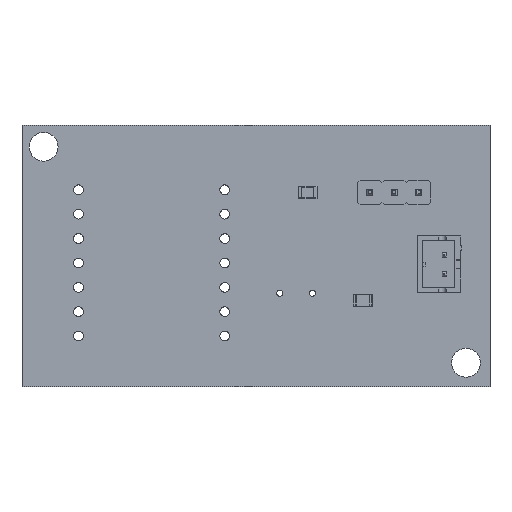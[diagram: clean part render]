
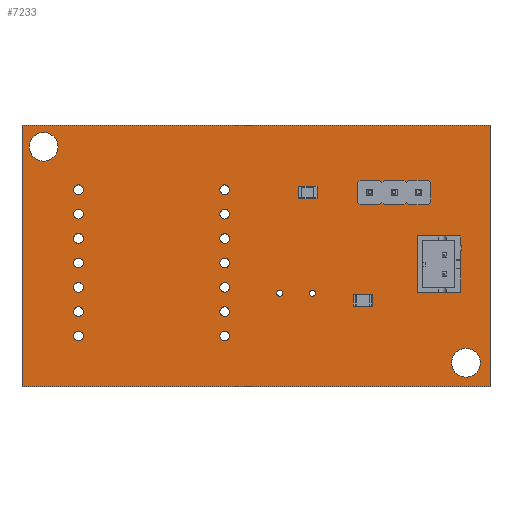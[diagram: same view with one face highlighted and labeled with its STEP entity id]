
A CAD part, top view. The second image highlights one B-rep face of the part: STEP entity #7233.
In plain terms, the highlighted planar face has unit normal (0, 0, 1).
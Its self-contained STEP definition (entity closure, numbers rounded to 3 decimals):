
#6868 = VERTEX_POINT('',#6869);
#6869 = CARTESIAN_POINT('',(118.,-78.5,1.6));
#6875 = EDGE_CURVE('',#6868,#6876,#6878,.T.);
#6876 = VERTEX_POINT('',#6877);
#6877 = CARTESIAN_POINT('',(69.25,-78.5,1.6));
#6878 = LINE('',#6879,#6880);
#6879 = CARTESIAN_POINT('',(118.,-78.5,1.6));
#6880 = VECTOR('',#6881,1.);
#6881 = DIRECTION('',(-1.,0.,0.));
#6908 = VERTEX_POINT('',#6909);
#6909 = CARTESIAN_POINT('',(118.,-51.25,1.6));
#6915 = EDGE_CURVE('',#6908,#6868,#6916,.T.);
#6916 = LINE('',#6917,#6918);
#6917 = CARTESIAN_POINT('',(118.,-51.25,1.6));
#6918 = VECTOR('',#6919,1.);
#6919 = DIRECTION('',(0.,-1.,0.));
#6937 = EDGE_CURVE('',#6876,#6938,#6940,.T.);
#6938 = VERTEX_POINT('',#6939);
#6939 = CARTESIAN_POINT('',(69.25,-51.25,1.6));
#6940 = LINE('',#6941,#6942);
#6941 = CARTESIAN_POINT('',(69.25,-78.5,1.6));
#6942 = VECTOR('',#6943,1.);
#6943 = DIRECTION('',(0.,1.,0.));
#7233 = ADVANCED_FACE('',(#7234,#7245,#7256,#7267,#7278,#7289,#7300,
    #7311,#7322,#7333,#7344,#7355,#7366,#7377,#7388,#7399,#7410,#7421,
    #7432,#7443,#7454,#7465,#7476,#7487),#7498,.T.);
#7234 = FACE_BOUND('',#7235,.T.);
#7235 = EDGE_LOOP('',(#7236,#7237,#7238,#7244));
#7236 = ORIENTED_EDGE('',*,*,#6875,.F.);
#7237 = ORIENTED_EDGE('',*,*,#6915,.F.);
#7238 = ORIENTED_EDGE('',*,*,#7239,.F.);
#7239 = EDGE_CURVE('',#6938,#6908,#7240,.T.);
#7240 = LINE('',#7241,#7242);
#7241 = CARTESIAN_POINT('',(69.25,-51.25,1.6));
#7242 = VECTOR('',#7243,1.);
#7243 = DIRECTION('',(1.,0.,0.));
#7244 = ORIENTED_EDGE('',*,*,#6937,.F.);
#7245 = FACE_BOUND('',#7246,.T.);
#7246 = EDGE_LOOP('',(#7247));
#7247 = ORIENTED_EDGE('',*,*,#7248,.T.);
#7248 = EDGE_CURVE('',#7249,#7249,#7251,.T.);
#7249 = VERTEX_POINT('',#7250);
#7250 = CARTESIAN_POINT('',(75.13,-73.729,1.6));
#7251 = CIRCLE('',#7252,0.508);
#7252 = AXIS2_PLACEMENT_3D('',#7253,#7254,#7255);
#7253 = CARTESIAN_POINT('',(75.13,-73.221,1.6));
#7254 = DIRECTION('',(-0.,0.,-1.));
#7255 = DIRECTION('',(-0.,-1.,0.));
#7256 = FACE_BOUND('',#7257,.T.);
#7257 = EDGE_LOOP('',(#7258));
#7258 = ORIENTED_EDGE('',*,*,#7259,.T.);
#7259 = EDGE_CURVE('',#7260,#7260,#7262,.T.);
#7260 = VERTEX_POINT('',#7261);
#7261 = CARTESIAN_POINT('',(90.37,-73.729,1.6));
#7262 = CIRCLE('',#7263,0.508);
#7263 = AXIS2_PLACEMENT_3D('',#7264,#7265,#7266);
#7264 = CARTESIAN_POINT('',(90.37,-73.221,1.6));
#7265 = DIRECTION('',(-0.,0.,-1.));
#7266 = DIRECTION('',(-0.,-1.,0.));
#7267 = FACE_BOUND('',#7268,.T.);
#7268 = EDGE_LOOP('',(#7269));
#7269 = ORIENTED_EDGE('',*,*,#7270,.T.);
#7270 = EDGE_CURVE('',#7271,#7271,#7273,.T.);
#7271 = VERTEX_POINT('',#7272);
#7272 = CARTESIAN_POINT('',(75.13,-71.189,1.6));
#7273 = CIRCLE('',#7274,0.508);
#7274 = AXIS2_PLACEMENT_3D('',#7275,#7276,#7277);
#7275 = CARTESIAN_POINT('',(75.13,-70.681,1.6));
#7276 = DIRECTION('',(-0.,0.,-1.));
#7277 = DIRECTION('',(-0.,-1.,0.));
#7278 = FACE_BOUND('',#7279,.T.);
#7279 = EDGE_LOOP('',(#7280));
#7280 = ORIENTED_EDGE('',*,*,#7281,.T.);
#7281 = EDGE_CURVE('',#7282,#7282,#7284,.T.);
#7282 = VERTEX_POINT('',#7283);
#7283 = CARTESIAN_POINT('',(75.13,-68.649,1.6));
#7284 = CIRCLE('',#7285,0.508);
#7285 = AXIS2_PLACEMENT_3D('',#7286,#7287,#7288);
#7286 = CARTESIAN_POINT('',(75.13,-68.141,1.6));
#7287 = DIRECTION('',(-0.,0.,-1.));
#7288 = DIRECTION('',(-0.,-1.,0.));
#7289 = FACE_BOUND('',#7290,.T.);
#7290 = EDGE_LOOP('',(#7291));
#7291 = ORIENTED_EDGE('',*,*,#7292,.T.);
#7292 = EDGE_CURVE('',#7293,#7293,#7295,.T.);
#7293 = VERTEX_POINT('',#7294);
#7294 = CARTESIAN_POINT('',(75.13,-66.109,1.6));
#7295 = CIRCLE('',#7296,0.508);
#7296 = AXIS2_PLACEMENT_3D('',#7297,#7298,#7299);
#7297 = CARTESIAN_POINT('',(75.13,-65.601,1.6));
#7298 = DIRECTION('',(-0.,0.,-1.));
#7299 = DIRECTION('',(-0.,-1.,0.));
#7300 = FACE_BOUND('',#7301,.T.);
#7301 = EDGE_LOOP('',(#7302));
#7302 = ORIENTED_EDGE('',*,*,#7303,.T.);
#7303 = EDGE_CURVE('',#7304,#7304,#7306,.T.);
#7304 = VERTEX_POINT('',#7305);
#7305 = CARTESIAN_POINT('',(90.37,-71.189,1.6));
#7306 = CIRCLE('',#7307,0.508);
#7307 = AXIS2_PLACEMENT_3D('',#7308,#7309,#7310);
#7308 = CARTESIAN_POINT('',(90.37,-70.681,1.6));
#7309 = DIRECTION('',(-0.,0.,-1.));
#7310 = DIRECTION('',(-0.,-1.,0.));
#7311 = FACE_BOUND('',#7312,.T.);
#7312 = EDGE_LOOP('',(#7313));
#7313 = ORIENTED_EDGE('',*,*,#7314,.T.);
#7314 = EDGE_CURVE('',#7315,#7315,#7317,.T.);
#7315 = VERTEX_POINT('',#7316);
#7316 = CARTESIAN_POINT('',(90.37,-68.649,1.6));
#7317 = CIRCLE('',#7318,0.508);
#7318 = AXIS2_PLACEMENT_3D('',#7319,#7320,#7321);
#7319 = CARTESIAN_POINT('',(90.37,-68.141,1.6));
#7320 = DIRECTION('',(-0.,0.,-1.));
#7321 = DIRECTION('',(-0.,-1.,0.));
#7322 = FACE_BOUND('',#7323,.T.);
#7323 = EDGE_LOOP('',(#7324));
#7324 = ORIENTED_EDGE('',*,*,#7325,.T.);
#7325 = EDGE_CURVE('',#7326,#7326,#7328,.T.);
#7326 = VERTEX_POINT('',#7327);
#7327 = CARTESIAN_POINT('',(90.37,-66.109,1.6));
#7328 = CIRCLE('',#7329,0.508);
#7329 = AXIS2_PLACEMENT_3D('',#7330,#7331,#7332);
#7330 = CARTESIAN_POINT('',(90.37,-65.601,1.6));
#7331 = DIRECTION('',(-0.,0.,-1.));
#7332 = DIRECTION('',(-0.,-1.,0.));
#7333 = FACE_BOUND('',#7334,.T.);
#7334 = EDGE_LOOP('',(#7335));
#7335 = ORIENTED_EDGE('',*,*,#7336,.F.);
#7336 = EDGE_CURVE('',#7337,#7337,#7339,.T.);
#7337 = VERTEX_POINT('',#7338);
#7338 = CARTESIAN_POINT('',(117.,-76.,1.6));
#7339 = CIRCLE('',#7340,1.5);
#7340 = AXIS2_PLACEMENT_3D('',#7341,#7342,#7343);
#7341 = CARTESIAN_POINT('',(115.5,-76.,1.6));
#7342 = DIRECTION('',(0.,0.,1.));
#7343 = DIRECTION('',(1.,0.,-0.));
#7344 = FACE_BOUND('',#7345,.T.);
#7345 = EDGE_LOOP('',(#7346));
#7346 = ORIENTED_EDGE('',*,*,#7347,.T.);
#7347 = EDGE_CURVE('',#7348,#7348,#7350,.T.);
#7348 = VERTEX_POINT('',#7349);
#7349 = CARTESIAN_POINT('',(96.1,-69.075,1.6));
#7350 = CIRCLE('',#7351,0.325);
#7351 = AXIS2_PLACEMENT_3D('',#7352,#7353,#7354);
#7352 = CARTESIAN_POINT('',(96.1,-68.75,1.6));
#7353 = DIRECTION('',(-0.,0.,-1.));
#7354 = DIRECTION('',(-0.,-1.,0.));
#7355 = FACE_BOUND('',#7356,.T.);
#7356 = EDGE_LOOP('',(#7357));
#7357 = ORIENTED_EDGE('',*,*,#7358,.T.);
#7358 = EDGE_CURVE('',#7359,#7359,#7361,.T.);
#7359 = VERTEX_POINT('',#7360);
#7360 = CARTESIAN_POINT('',(99.5,-69.075,1.6));
#7361 = CIRCLE('',#7362,0.325);
#7362 = AXIS2_PLACEMENT_3D('',#7363,#7364,#7365);
#7363 = CARTESIAN_POINT('',(99.5,-68.75,1.6));
#7364 = DIRECTION('',(-0.,0.,-1.));
#7365 = DIRECTION('',(-0.,-1.,0.));
#7366 = FACE_BOUND('',#7367,.T.);
#7367 = EDGE_LOOP('',(#7368));
#7368 = ORIENTED_EDGE('',*,*,#7369,.T.);
#7369 = EDGE_CURVE('',#7370,#7370,#7372,.T.);
#7370 = VERTEX_POINT('',#7371);
#7371 = CARTESIAN_POINT('',(113.25,-67.125,1.6));
#7372 = CIRCLE('',#7373,0.375);
#7373 = AXIS2_PLACEMENT_3D('',#7374,#7375,#7376);
#7374 = CARTESIAN_POINT('',(113.25,-66.75,1.6));
#7375 = DIRECTION('',(-0.,0.,-1.));
#7376 = DIRECTION('',(-0.,-1.,0.));
#7377 = FACE_BOUND('',#7378,.T.);
#7378 = EDGE_LOOP('',(#7379));
#7379 = ORIENTED_EDGE('',*,*,#7380,.T.);
#7380 = EDGE_CURVE('',#7381,#7381,#7383,.T.);
#7381 = VERTEX_POINT('',#7382);
#7382 = CARTESIAN_POINT('',(75.13,-63.569,1.6));
#7383 = CIRCLE('',#7384,0.508);
#7384 = AXIS2_PLACEMENT_3D('',#7385,#7386,#7387);
#7385 = CARTESIAN_POINT('',(75.13,-63.061,1.6));
#7386 = DIRECTION('',(-0.,0.,-1.));
#7387 = DIRECTION('',(-0.,-1.,0.));
#7388 = FACE_BOUND('',#7389,.T.);
#7389 = EDGE_LOOP('',(#7390));
#7390 = ORIENTED_EDGE('',*,*,#7391,.T.);
#7391 = EDGE_CURVE('',#7392,#7392,#7394,.T.);
#7392 = VERTEX_POINT('',#7393);
#7393 = CARTESIAN_POINT('',(75.13,-61.029,1.6));
#7394 = CIRCLE('',#7395,0.508);
#7395 = AXIS2_PLACEMENT_3D('',#7396,#7397,#7398);
#7396 = CARTESIAN_POINT('',(75.13,-60.521,1.6));
#7397 = DIRECTION('',(-0.,0.,-1.));
#7398 = DIRECTION('',(-0.,-1.,0.));
#7399 = FACE_BOUND('',#7400,.T.);
#7400 = EDGE_LOOP('',(#7401));
#7401 = ORIENTED_EDGE('',*,*,#7402,.T.);
#7402 = EDGE_CURVE('',#7403,#7403,#7405,.T.);
#7403 = VERTEX_POINT('',#7404);
#7404 = CARTESIAN_POINT('',(90.37,-63.569,1.6));
#7405 = CIRCLE('',#7406,0.508);
#7406 = AXIS2_PLACEMENT_3D('',#7407,#7408,#7409);
#7407 = CARTESIAN_POINT('',(90.37,-63.061,1.6));
#7408 = DIRECTION('',(-0.,0.,-1.));
#7409 = DIRECTION('',(-0.,-1.,0.));
#7410 = FACE_BOUND('',#7411,.T.);
#7411 = EDGE_LOOP('',(#7412));
#7412 = ORIENTED_EDGE('',*,*,#7413,.T.);
#7413 = EDGE_CURVE('',#7414,#7414,#7416,.T.);
#7414 = VERTEX_POINT('',#7415);
#7415 = CARTESIAN_POINT('',(90.37,-61.029,1.6));
#7416 = CIRCLE('',#7417,0.508);
#7417 = AXIS2_PLACEMENT_3D('',#7418,#7419,#7420);
#7418 = CARTESIAN_POINT('',(90.37,-60.521,1.6));
#7419 = DIRECTION('',(-0.,0.,-1.));
#7420 = DIRECTION('',(-0.,-1.,0.));
#7421 = FACE_BOUND('',#7422,.T.);
#7422 = EDGE_LOOP('',(#7423));
#7423 = ORIENTED_EDGE('',*,*,#7424,.T.);
#7424 = EDGE_CURVE('',#7425,#7425,#7427,.T.);
#7425 = VERTEX_POINT('',#7426);
#7426 = CARTESIAN_POINT('',(75.13,-58.489,1.6));
#7427 = CIRCLE('',#7428,0.508);
#7428 = AXIS2_PLACEMENT_3D('',#7429,#7430,#7431);
#7429 = CARTESIAN_POINT('',(75.13,-57.981,1.6));
#7430 = DIRECTION('',(-0.,0.,-1.));
#7431 = DIRECTION('',(-0.,-1.,0.));
#7432 = FACE_BOUND('',#7433,.T.);
#7433 = EDGE_LOOP('',(#7434));
#7434 = ORIENTED_EDGE('',*,*,#7435,.F.);
#7435 = EDGE_CURVE('',#7436,#7436,#7438,.T.);
#7436 = VERTEX_POINT('',#7437);
#7437 = CARTESIAN_POINT('',(73.,-53.5,1.6));
#7438 = CIRCLE('',#7439,1.5);
#7439 = AXIS2_PLACEMENT_3D('',#7440,#7441,#7442);
#7440 = CARTESIAN_POINT('',(71.5,-53.5,1.6));
#7441 = DIRECTION('',(0.,0.,1.));
#7442 = DIRECTION('',(1.,0.,-0.));
#7443 = FACE_BOUND('',#7444,.T.);
#7444 = EDGE_LOOP('',(#7445));
#7445 = ORIENTED_EDGE('',*,*,#7446,.T.);
#7446 = EDGE_CURVE('',#7447,#7447,#7449,.T.);
#7447 = VERTEX_POINT('',#7448);
#7448 = CARTESIAN_POINT('',(90.37,-58.489,1.6));
#7449 = CIRCLE('',#7450,0.508);
#7450 = AXIS2_PLACEMENT_3D('',#7451,#7452,#7453);
#7451 = CARTESIAN_POINT('',(90.37,-57.981,1.6));
#7452 = DIRECTION('',(-0.,0.,-1.));
#7453 = DIRECTION('',(-0.,-1.,0.));
#7454 = FACE_BOUND('',#7455,.T.);
#7455 = EDGE_LOOP('',(#7456));
#7456 = ORIENTED_EDGE('',*,*,#7457,.T.);
#7457 = EDGE_CURVE('',#7458,#7458,#7460,.T.);
#7458 = VERTEX_POINT('',#7459);
#7459 = CARTESIAN_POINT('',(113.25,-65.125,1.6));
#7460 = CIRCLE('',#7461,0.375);
#7461 = AXIS2_PLACEMENT_3D('',#7462,#7463,#7464);
#7462 = CARTESIAN_POINT('',(113.25,-64.75,1.6));
#7463 = DIRECTION('',(-0.,0.,-1.));
#7464 = DIRECTION('',(-0.,-1.,0.));
#7465 = FACE_BOUND('',#7466,.T.);
#7466 = EDGE_LOOP('',(#7467));
#7467 = ORIENTED_EDGE('',*,*,#7468,.T.);
#7468 = EDGE_CURVE('',#7469,#7469,#7471,.T.);
#7469 = VERTEX_POINT('',#7470);
#7470 = CARTESIAN_POINT('',(105.475,-58.75,1.6));
#7471 = CIRCLE('',#7472,0.5);
#7472 = AXIS2_PLACEMENT_3D('',#7473,#7474,#7475);
#7473 = CARTESIAN_POINT('',(105.475,-58.25,1.6));
#7474 = DIRECTION('',(-0.,0.,-1.));
#7475 = DIRECTION('',(-0.,-1.,0.));
#7476 = FACE_BOUND('',#7477,.T.);
#7477 = EDGE_LOOP('',(#7478));
#7478 = ORIENTED_EDGE('',*,*,#7479,.T.);
#7479 = EDGE_CURVE('',#7480,#7480,#7482,.T.);
#7480 = VERTEX_POINT('',#7481);
#7481 = CARTESIAN_POINT('',(108.015,-58.75,1.6));
#7482 = CIRCLE('',#7483,0.5);
#7483 = AXIS2_PLACEMENT_3D('',#7484,#7485,#7486);
#7484 = CARTESIAN_POINT('',(108.015,-58.25,1.6));
#7485 = DIRECTION('',(-0.,0.,-1.));
#7486 = DIRECTION('',(-0.,-1.,0.));
#7487 = FACE_BOUND('',#7488,.T.);
#7488 = EDGE_LOOP('',(#7489));
#7489 = ORIENTED_EDGE('',*,*,#7490,.T.);
#7490 = EDGE_CURVE('',#7491,#7491,#7493,.T.);
#7491 = VERTEX_POINT('',#7492);
#7492 = CARTESIAN_POINT('',(110.555,-58.75,1.6));
#7493 = CIRCLE('',#7494,0.5);
#7494 = AXIS2_PLACEMENT_3D('',#7495,#7496,#7497);
#7495 = CARTESIAN_POINT('',(110.555,-58.25,1.6));
#7496 = DIRECTION('',(-0.,0.,-1.));
#7497 = DIRECTION('',(-0.,-1.,0.));
#7498 = PLANE('',#7499);
#7499 = AXIS2_PLACEMENT_3D('',#7500,#7501,#7502);
#7500 = CARTESIAN_POINT('',(0.,0.,1.6));
#7501 = DIRECTION('',(0.,0.,1.));
#7502 = DIRECTION('',(1.,0.,-0.));
